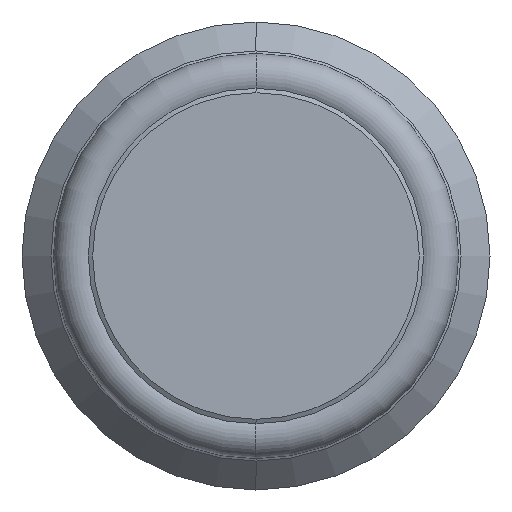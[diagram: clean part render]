
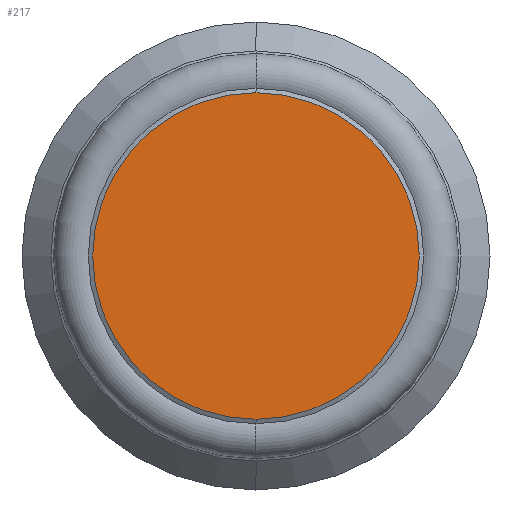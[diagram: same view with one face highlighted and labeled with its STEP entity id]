
A CAD part, left-side view. The second image highlights one B-rep face of the part: STEP entity #217.
In plain terms, the highlighted planar face has unit normal (-1, 0, 0).
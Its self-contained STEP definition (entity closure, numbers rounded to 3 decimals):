
#3 = VERTEX_POINT ( 'NONE', #263 ) ;
#12 = CIRCLE ( 'NONE', #172, 3.384 ) ;
#45 = CARTESIAN_POINT ( 'NONE',  ( -7.8, 0., 0. ) ) ;
#88 = DIRECTION ( 'NONE',  ( 0., 0., 1. ) ) ;
#91 = DIRECTION ( 'NONE',  ( -1., 0., 0. ) ) ;
#92 = DIRECTION ( 'NONE',  ( 0., 0., -1. ) ) ;
#118 = CARTESIAN_POINT ( 'NONE',  ( -7.8, 0., 0. ) ) ;
#129 = CIRCLE ( 'NONE', #212, 3.384 ) ;
#131 = DIRECTION ( 'NONE',  ( 0., 0., 1. ) ) ;
#172 = AXIS2_PLACEMENT_3D ( 'NONE', #118, #221, #131 ) ;
#212 = AXIS2_PLACEMENT_3D ( 'NONE', #45, #91, #88 ) ;
#217 = ADVANCED_FACE ( 'NONE', ( #238 ), #560, .F. ) ;
#221 = DIRECTION ( 'NONE',  ( -1., 0., 0. ) ) ;
#238 = FACE_OUTER_BOUND ( 'NONE', #513, .T. ) ;
#263 = CARTESIAN_POINT ( 'NONE',  ( -7.8, 0., -3.384 ) ) ;
#275 = VERTEX_POINT ( 'NONE', #521 ) ;
#351 = DIRECTION ( 'NONE',  ( 1., 0., 0. ) ) ;
#372 = ORIENTED_EDGE ( 'NONE', *, *, #583, .T. ) ;
#513 = EDGE_LOOP ( 'NONE', ( #372, #569 ) ) ;
#521 = CARTESIAN_POINT ( 'NONE',  ( -7.8, 0., 3.384 ) ) ;
#537 = EDGE_CURVE ( 'NONE', #275, #3, #12, .T. ) ;
#551 = AXIS2_PLACEMENT_3D ( 'NONE', #613, #351, #92 ) ;
#560 = PLANE ( 'NONE',  #551 ) ;
#569 = ORIENTED_EDGE ( 'NONE', *, *, #537, .T. ) ;
#583 = EDGE_CURVE ( 'NONE', #3, #275, #129, .T. ) ;
#613 = CARTESIAN_POINT ( 'NONE',  ( -7.8, 0., 3.384 ) ) ;
